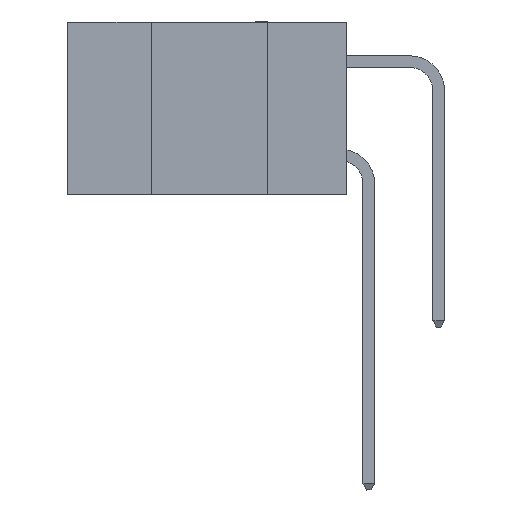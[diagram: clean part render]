
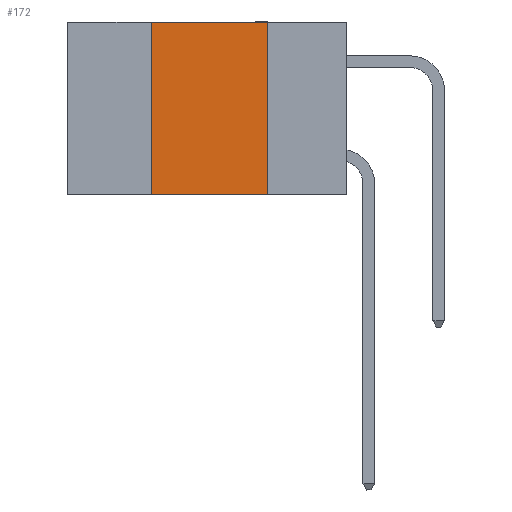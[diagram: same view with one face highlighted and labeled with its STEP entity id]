
A CAD part, left-side view. The second image highlights one B-rep face of the part: STEP entity #172.
In plain terms, the highlighted planar face has unit normal (-1, 0, 0).
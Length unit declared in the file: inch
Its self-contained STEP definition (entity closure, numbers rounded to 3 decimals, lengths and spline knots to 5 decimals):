
#172 = ADVANCED_FACE ( 'NONE', ( #32257 ), #25129, .F. ) ;
#2135 = EDGE_CURVE ( 'NONE', #20937, #27514, #2688, .T. ) ;
#2412 = EDGE_LOOP ( 'NONE', ( #3654, #7214, #23563, #9899 ) ) ;
#2688 = LINE ( 'NONE', #11226, #13186 ) ;
#2750 = CARTESIAN_POINT ( 'NONE',  ( 0., 0.17, 0. ) ) ;
#3654 = ORIENTED_EDGE ( 'NONE', *, *, #5861, .F. ) ;
#3800 = VERTEX_POINT ( 'NONE', #5499 ) ;
#4811 = VECTOR ( 'NONE', #13865, 39.37008 ) ;
#5499 = CARTESIAN_POINT ( 'NONE',  ( 0., 0.42, -0.37 ) ) ;
#5861 = EDGE_CURVE ( 'NONE', #27514, #29620, #17812, .T. ) ;
#6122 = DIRECTION ( 'NONE',  ( 0., 0., -1. ) ) ;
#7214 = ORIENTED_EDGE ( 'NONE', *, *, #2135, .F. ) ;
#8141 = EDGE_CURVE ( 'NONE', #3800, #20937, #29770, .T. ) ;
#8404 = VECTOR ( 'NONE', #25279, 39.37008 ) ;
#8672 = CARTESIAN_POINT ( 'NONE',  ( 0., 0.17, -0.37 ) ) ;
#9899 = ORIENTED_EDGE ( 'NONE', *, *, #28261, .T. ) ;
#10360 = CARTESIAN_POINT ( 'NONE',  ( 0., 0.17, 0. ) ) ;
#11226 = CARTESIAN_POINT ( 'NONE',  ( 0., 0.6, 0. ) ) ;
#13186 = VECTOR ( 'NONE', #16975, 39.37008 ) ;
#13865 = DIRECTION ( 'NONE',  ( 0., -1., 0. ) ) ;
#16975 = DIRECTION ( 'NONE',  ( 0., -1., 0. ) ) ;
#17235 = CARTESIAN_POINT ( 'NONE',  ( 0., 0.6, 0. ) ) ;
#17812 = LINE ( 'NONE', #2750, #18592 ) ;
#18592 = VECTOR ( 'NONE', #6122, 39.37008 ) ;
#20154 = DIRECTION ( 'NONE',  ( 0., 0., -1. ) ) ;
#20937 = VERTEX_POINT ( 'NONE', #24261 ) ;
#22275 = DIRECTION ( 'NONE',  ( 1., 0., 0. ) ) ;
#22782 = CARTESIAN_POINT ( 'NONE',  ( 0., 0.42, 0. ) ) ;
#23563 = ORIENTED_EDGE ( 'NONE', *, *, #8141, .F. ) ;
#24261 = CARTESIAN_POINT ( 'NONE',  ( 0., 0.42, 0. ) ) ;
#25129 = PLANE ( 'NONE',  #26400 ) ;
#25279 = DIRECTION ( 'NONE',  ( 0., 0., 1. ) ) ;
#25788 = LINE ( 'NONE', #26727, #4811 ) ;
#26400 = AXIS2_PLACEMENT_3D ( 'NONE', #17235, #22275, #20154 ) ;
#26727 = CARTESIAN_POINT ( 'NONE',  ( 0., 0.6, -0.37 ) ) ;
#27514 = VERTEX_POINT ( 'NONE', #10360 ) ;
#28261 = EDGE_CURVE ( 'NONE', #3800, #29620, #25788, .T. ) ;
#29620 = VERTEX_POINT ( 'NONE', #8672 ) ;
#29770 = LINE ( 'NONE', #22782, #8404 ) ;
#32257 = FACE_OUTER_BOUND ( 'NONE', #2412, .T. ) ;
